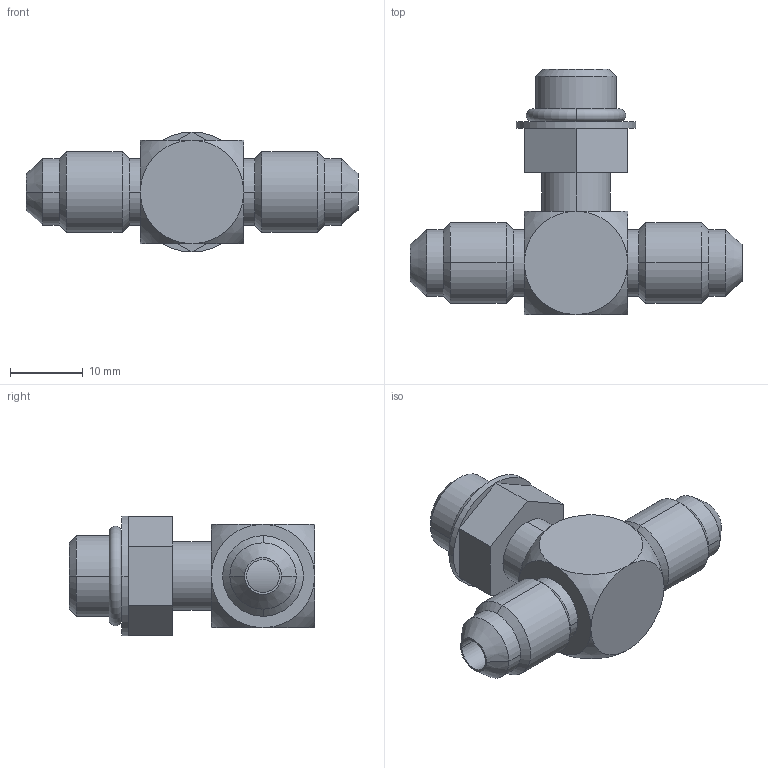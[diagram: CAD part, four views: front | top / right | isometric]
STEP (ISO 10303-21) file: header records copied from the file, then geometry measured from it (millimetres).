
FILE_DESCRIPTION((''),'2;1');
FILE_NAME('ILC30241544','2005-08-23T',('KR'),(''),'PRO/ENGINEER BY PARAMETRIC TECHNOLOGY CORPORATION, 2004290','PRO/ENGINEER BY PARAMETRIC TECHNOLOGY CORPORATION, 2004290','');
FILE_SCHEMA(('AUTOMOTIVE_DESIGN_CC2 { 1 2 10303 214 -1 1 5 2 }'));
Length unit declared in the file: inch
Products named in the file (1): ILC30241544
Bounding box: 45.72 x 33.78 x 16.51 mm (x, y, z)
Volume: 6629 mm3; surface area: 4137.5 mm2
Topology: 1 solids, 1 shells, 74 faces, 172 edges, 108 vertices
Faces by surface type: cylinder 28, plane 20, cone 16, sphere 8, torus 2
Entity records: 2917 total; most frequent: CARTESIAN_POINT 414, DIRECTION 412, ORIENTED_EDGE 344, PRESENTATION_STYLE_ASSIGNMENT 180, STYLED_ITEM 173, CURVE_STYLE 172, EDGE_CURVE 172, AXIS2_PLACEMENT_3D 170
